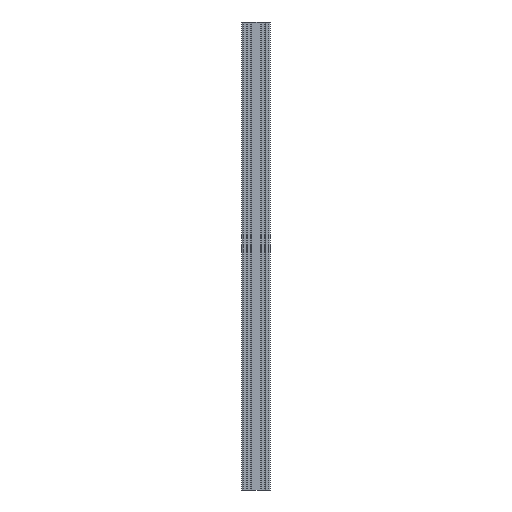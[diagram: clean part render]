
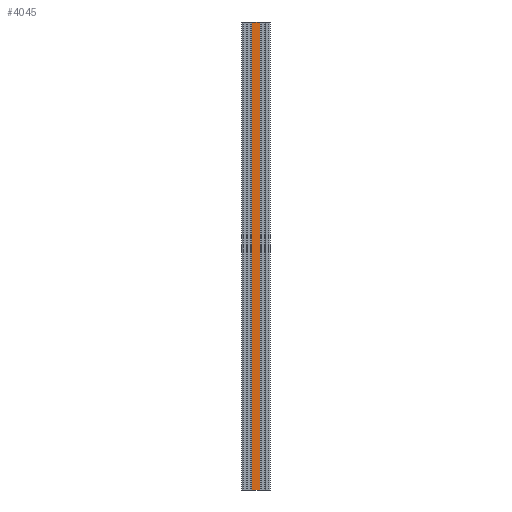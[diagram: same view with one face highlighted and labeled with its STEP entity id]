
A CAD part, front view. The second image highlights one B-rep face of the part: STEP entity #4045.
In plain terms, the highlighted planar face has unit normal (0, -1, 0).
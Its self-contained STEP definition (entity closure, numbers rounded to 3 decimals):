
#98 = CARTESIAN_POINT ( 'NONE',  ( -9.5, -30., 1000. ) ) ;
#569 = LINE ( 'NONE', #3540, #6071 ) ;
#870 = CARTESIAN_POINT ( 'NONE',  ( 9.5, -30., 0. ) ) ;
#901 = ORIENTED_EDGE ( 'NONE', *, *, #939, .F. ) ;
#939 = EDGE_CURVE ( 'NONE', #8430, #6804, #569, .T. ) ;
#1004 = VERTEX_POINT ( 'NONE', #98 ) ;
#1465 = DIRECTION ( 'NONE',  ( -1., 0., 0. ) ) ;
#1472 = LINE ( 'NONE', #5807, #7601 ) ;
#1702 = VECTOR ( 'NONE', #6426, 1000. ) ;
#1715 = EDGE_CURVE ( 'NONE', #2753, #8430, #9263, .T. ) ;
#1904 = CARTESIAN_POINT ( 'NONE',  ( 0., -30., 1000. ) ) ;
#2015 = VECTOR ( 'NONE', #3411, 1000. ) ;
#2242 = DIRECTION ( 'NONE',  ( 0., -1., 0. ) ) ;
#2508 = LINE ( 'NONE', #1904, #2015 ) ;
#2559 = ORIENTED_EDGE ( 'NONE', *, *, #2895, .T. ) ;
#2712 = EDGE_CURVE ( 'NONE', #2753, #1004, #2508, .T. ) ;
#2753 = VERTEX_POINT ( 'NONE', #7617 ) ;
#2792 = CARTESIAN_POINT ( 'NONE',  ( 9.5, -30., 1000. ) ) ;
#2884 = EDGE_LOOP ( 'NONE', ( #901, #4898, #4087, #2559 ) ) ;
#2895 = EDGE_CURVE ( 'NONE', #1004, #6804, #1472, .T. ) ;
#3186 = FACE_OUTER_BOUND ( 'NONE', #2884, .T. ) ;
#3411 = DIRECTION ( 'NONE',  ( -1., 0., 0. ) ) ;
#3540 = CARTESIAN_POINT ( 'NONE',  ( 0., -30., 0. ) ) ;
#4045 = ADVANCED_FACE ( 'NONE', ( #3186 ), #6640, .T. ) ;
#4087 = ORIENTED_EDGE ( 'NONE', *, *, #2712, .T. ) ;
#4544 = AXIS2_PLACEMENT_3D ( 'NONE', #6063, #2242, #5124 ) ;
#4898 = ORIENTED_EDGE ( 'NONE', *, *, #1715, .F. ) ;
#5124 = DIRECTION ( 'NONE',  ( 1., 0., 0. ) ) ;
#5670 = DIRECTION ( 'NONE',  ( 0., 0., -1. ) ) ;
#5807 = CARTESIAN_POINT ( 'NONE',  ( -9.5, -30., 1000. ) ) ;
#6063 = CARTESIAN_POINT ( 'NONE',  ( 0., -30., 1000. ) ) ;
#6071 = VECTOR ( 'NONE', #1465, 1000. ) ;
#6426 = DIRECTION ( 'NONE',  ( 0., 0., -1. ) ) ;
#6640 = PLANE ( 'NONE',  #4544 ) ;
#6804 = VERTEX_POINT ( 'NONE', #8191 ) ;
#7601 = VECTOR ( 'NONE', #5670, 1000. ) ;
#7617 = CARTESIAN_POINT ( 'NONE',  ( 9.5, -30., 1000. ) ) ;
#8191 = CARTESIAN_POINT ( 'NONE',  ( -9.5, -30., 0. ) ) ;
#8430 = VERTEX_POINT ( 'NONE', #870 ) ;
#9263 = LINE ( 'NONE', #2792, #1702 ) ;
